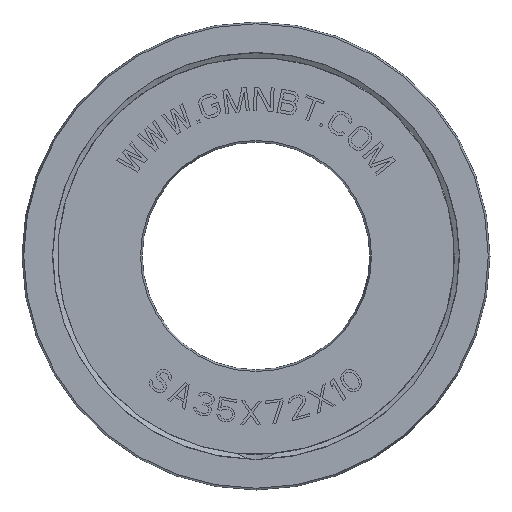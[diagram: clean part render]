
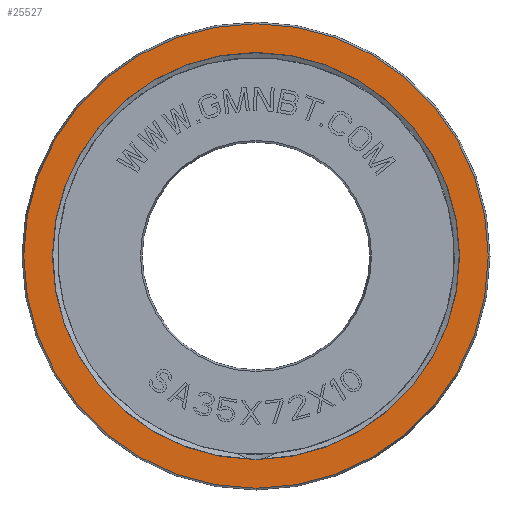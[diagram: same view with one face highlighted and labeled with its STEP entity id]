
A CAD part, front view. The second image highlights one B-rep face of the part: STEP entity #25527.
In plain terms, the highlighted planar face has unit normal (0, -1, 0).
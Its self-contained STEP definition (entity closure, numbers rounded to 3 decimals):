
#24633=CARTESIAN_POINT('',(0.,-5.,0.));
#24634=DIRECTION('',(0.,1.,0.));
#24635=DIRECTION('',(0.,0.,-1.));
#24636=AXIS2_PLACEMENT_3D('',#24633,#24634,#24635);
#24648=CARTESIAN_POINT('',(0.,-5.,0.));
#24649=DIRECTION('',(0.,-1.,0.));
#24650=DIRECTION('',(0.,0.,-1.));
#24651=AXIS2_PLACEMENT_3D('',#24648,#24649,#24650);
#24663=CARTESIAN_POINT('',(0.,-5.,0.));
#24664=DIRECTION('',(0.,1.,0.));
#24665=DIRECTION('',(0.,0.,-1.));
#24666=AXIS2_PLACEMENT_3D('',#24663,#24664,#24665);
#24671=CARTESIAN_POINT('',(0.,-5.,0.));
#24672=DIRECTION('',(0.,-1.,0.));
#24673=DIRECTION('',(0.,0.,-1.));
#24674=AXIS2_PLACEMENT_3D('',#24671,#24672,#24673);
#25412=CARTESIAN_POINT('',(0.,-5.,-31.316));
#25414=VERTEX_POINT('',#25412);
#25415=CARTESIAN_POINT('',(0.,-5.,-35.732));
#25417=VERTEX_POINT('',#25415);
#25431=CARTESIAN_POINT('',(0.,-5.,31.316));
#25432=VERTEX_POINT('',#25431);
#25433=CARTESIAN_POINT('',(0.,-5.,35.732));
#25435=VERTEX_POINT('',#25433);
#25512=CARTESIAN_POINT('',(0.,-5.,0.));
#25513=DIRECTION('',(0.,1.,0.));
#25514=DIRECTION('',(0.,0.,-1.));
#25515=AXIS2_PLACEMENT_3D('',#25512,#25513,#25514);
#25516=PLANE('',#25515);
#25517=ORIENTED_EDGE('',*,*,#25504,.F.);
#25518=ORIENTED_EDGE('',*,*,#25493,.T.);
#25519=EDGE_LOOP('',(#25517,#25518));
#25520=FACE_OUTER_BOUND('',#25519,.F.);
#25522=ORIENTED_EDGE('',*,*,#25521,.F.);
#25524=ORIENTED_EDGE('',*,*,#25523,.T.);
#25525=EDGE_LOOP('',(#25522,#25524));
#25526=FACE_BOUND('',#25525,.F.);
#24637=CIRCLE('',#24636,35.732);
#24652=CIRCLE('',#24651,35.732);
#24667=CIRCLE('',#24666,31.316);
#24675=CIRCLE('',#24674,31.316);
#25493=EDGE_CURVE('',#25417,#25435,#24637,.T.);
#25504=EDGE_CURVE('',#25417,#25435,#24652,.T.);
#25521=EDGE_CURVE('',#25414,#25432,#24667,.T.);
#25523=EDGE_CURVE('',#25414,#25432,#24675,.T.);
#25527=ADVANCED_FACE('',(#25520,#25526),#25516,.F.);
